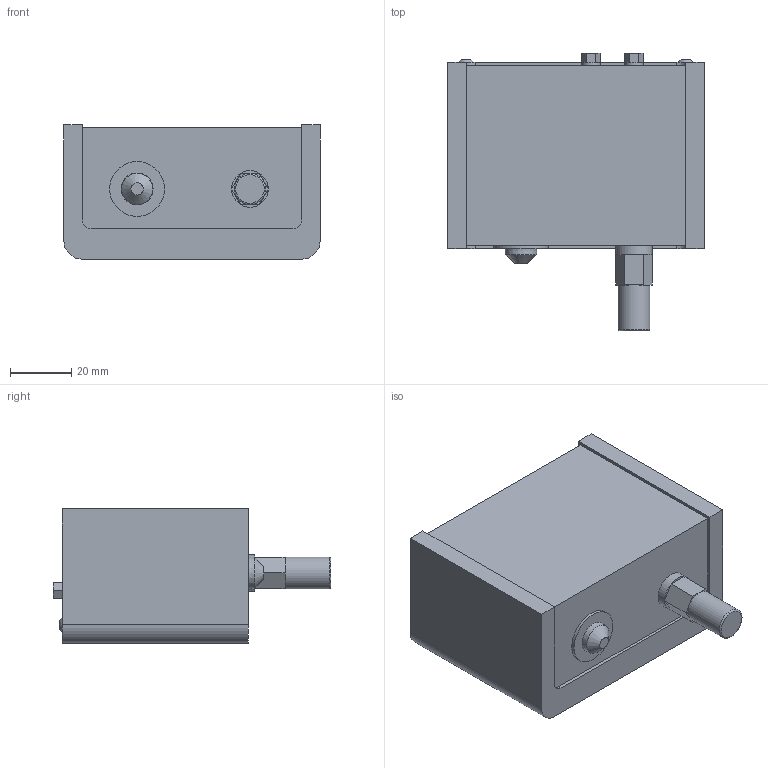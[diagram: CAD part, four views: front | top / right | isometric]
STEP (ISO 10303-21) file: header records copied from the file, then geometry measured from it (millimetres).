
FILE_DESCRIPTION(/* description */ (''),/* implementation_level */ '2;1');
FILE_NAME(/* name */ 'KPI35.stp',/* time_stamp */ '2018-04-27T17:35:39+03:00',/* author */ ('BONDAREVA'),/* organization */ (''),/* preprocessor_version */ 'ST-DEVELOPER v16.1',/* originating_system */ 'Autodesk Inventor 2016',/* authorisation */ '');
FILE_SCHEMA (('AUTOMOTIVE_DESIGN { 1 0 10303 214 3 1 1 }'));
Length unit declared in the file: millimetre
Products named in the file (1): KPI35
Bounding box: 84 x 91 x 44 mm (x, y, z)
Volume: 214451.6 mm3; surface area: 24537.5 mm2
Topology: 2 solids, 2 shells, 94 faces, 217 edges, 151 vertices
Faces by surface type: plane 74, cylinder 15, bspline 2, cone 2, torus 1
Full cylindrical faces by diameter (mm): 6 x2, 10.392 x1, 12 x1, 18 x1
Entity records: 2758 total; most frequent: CARTESIAN_POINT 509, DIRECTION 456, ORIENTED_EDGE 384, EDGE_CURVE 192, AXIS2_PLACEMENT_3D 157, LINE 142, VECTOR 142, VERTEX_POINT 118
